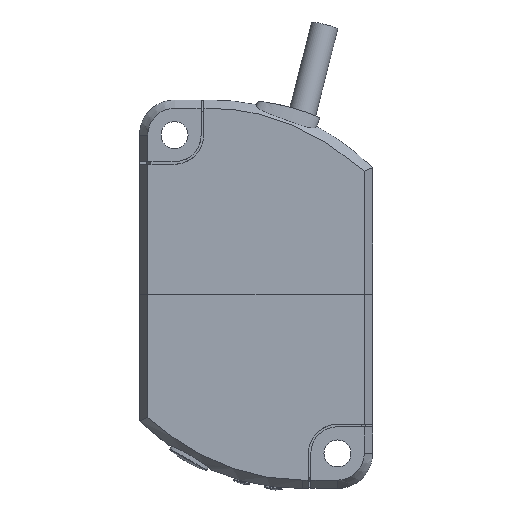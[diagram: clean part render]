
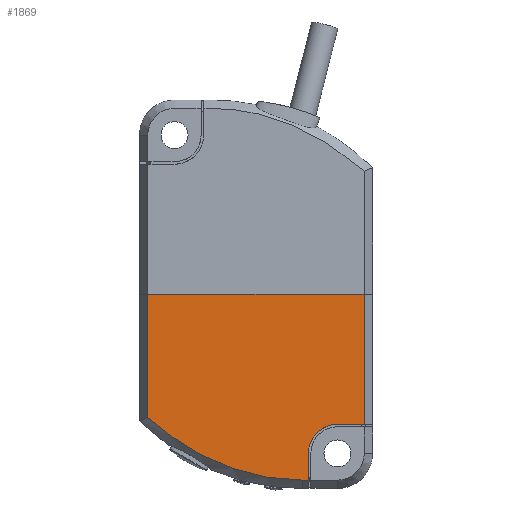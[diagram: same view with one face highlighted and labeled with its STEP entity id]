
A CAD part, top view. The second image highlights one B-rep face of the part: STEP entity #1869.
In plain terms, the highlighted planar face has unit normal (0, 0, 1).
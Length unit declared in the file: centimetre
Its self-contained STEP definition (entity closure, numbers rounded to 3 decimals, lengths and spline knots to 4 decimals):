
#84=PLANE('',#1982);
#116=(
BOUNDED_CURVE()
B_SPLINE_CURVE(2,(#3584,#3585,#3586,#3587,#3588,#3589,#3590),
 .UNSPECIFIED.,.F.,.F.)
B_SPLINE_CURVE_WITH_KNOTS((3,2,2,3),(-73.4671,-70.7731,
-65.9513,-63.3771),.UNSPECIFIED.)
CURVE()
GEOMETRIC_REPRESENTATION_ITEM()
RATIONAL_B_SPLINE_CURVE((1.,1.,1.,0.707,1.,1.,1.))
REPRESENTATION_ITEM('')
);
#226=FACE_OUTER_BOUND('',#354,.T.);
#354=EDGE_LOOP('',(#1548,#1549,#1550,#1551,#1552,#1553));
#512=LINE('',#3526,#679);
#516=LINE('',#3535,#683);
#522=LINE('',#3581,#689);
#524=LINE('',#3591,#691);
#679=VECTOR('',#2243,1.54);
#683=VECTOR('',#2249,0.07);
#689=VECTOR('',#2257,1.4579);
#691=VECTOR('',#2261,2.563);
#771=B_SPLINE_CURVE_WITH_KNOTS('',2,(#3569,#3570,#3571),.UNSPECIFIED.,.F.,
 .F.,(3,3),(46.3,66.5757),.UNSPECIFIED.);
#918=VERTEX_POINT('',#3524);
#919=VERTEX_POINT('',#3525);
#922=VERTEX_POINT('',#3533);
#923=VERTEX_POINT('',#3534);
#928=VERTEX_POINT('',#3568);
#931=VERTEX_POINT('',#3580);
#1139=EDGE_CURVE('',#918,#919,#512,.T.);
#1143=EDGE_CURVE('',#922,#923,#516,.T.);
#1149=EDGE_CURVE('',#922,#928,#771,.T.);
#1153=EDGE_CURVE('',#931,#928,#522,.T.);
#1155=EDGE_CURVE('',#923,#918,#116,.T.);
#1156=EDGE_CURVE('',#919,#931,#524,.T.);
#1548=ORIENTED_EDGE('',*,*,#1153,.T.);
#1549=ORIENTED_EDGE('',*,*,#1149,.F.);
#1550=ORIENTED_EDGE('',*,*,#1143,.T.);
#1551=ORIENTED_EDGE('',*,*,#1155,.T.);
#1552=ORIENTED_EDGE('',*,*,#1139,.T.);
#1553=ORIENTED_EDGE('',*,*,#1156,.T.);
#1869=ADVANCED_FACE('',(#226),#84,.T.);
#1982=AXIS2_PLACEMENT_3D('',#3583,#2259,#2260);
#2243=DIRECTION('',(0.,1.,0.));
#2249=DIRECTION('',(1.,0.,0.));
#2257=DIRECTION('',(0.,-1.,0.));
#2259=DIRECTION('center_axis',(0.,0.,1.));
#2260=DIRECTION('ref_axis',(1.,0.,0.));
#2261=DIRECTION('',(-1.,0.,0.));
#3524=CARTESIAN_POINT('',(1.441,-1.8725,0.6332));
#3525=CARTESIAN_POINT('',(1.441,-0.3325,0.6332));
#3526=CARTESIAN_POINT('',(1.441,-1.8725,0.6332));
#3533=CARTESIAN_POINT('',(0.7095,-2.534,0.6332));
#3534=CARTESIAN_POINT('',(0.7795,-2.534,0.6332));
#3535=CARTESIAN_POINT('',(0.7095,-2.534,0.6332));
#3568=CARTESIAN_POINT('',(-1.122,-1.7903,0.6332));
#3569=CARTESIAN_POINT('Ctrl Pts',(0.7095,-2.534,0.6332));
#3570=CARTESIAN_POINT('Ctrl Pts',(-0.2805,-2.534,
0.6332));
#3571=CARTESIAN_POINT('Ctrl Pts',(-1.122,-1.7903,0.6332));
#3580=CARTESIAN_POINT('',(-1.122,-0.3325,0.6332));
#3581=CARTESIAN_POINT('',(-1.122,-0.3325,0.6332));
#3583=CARTESIAN_POINT('Origin',(1.441,-1.1581,0.6332));
#3584=CARTESIAN_POINT('Ctrl Pts',(0.7795,-2.534,0.6332));
#3585=CARTESIAN_POINT('Ctrl Pts',(0.7795,-2.3757,0.6332));
#3586=CARTESIAN_POINT('Ctrl Pts',(0.7795,-2.2175,0.6332));
#3587=CARTESIAN_POINT('Ctrl Pts',(0.7795,-1.8725,0.6332));
#3588=CARTESIAN_POINT('Ctrl Pts',(1.1245,-1.8725,0.6332));
#3589=CARTESIAN_POINT('Ctrl Pts',(1.2828,-1.8725,0.6332));
#3590=CARTESIAN_POINT('Ctrl Pts',(1.441,-1.8725,0.6332));
#3591=CARTESIAN_POINT('',(1.441,-0.3325,0.6332));
